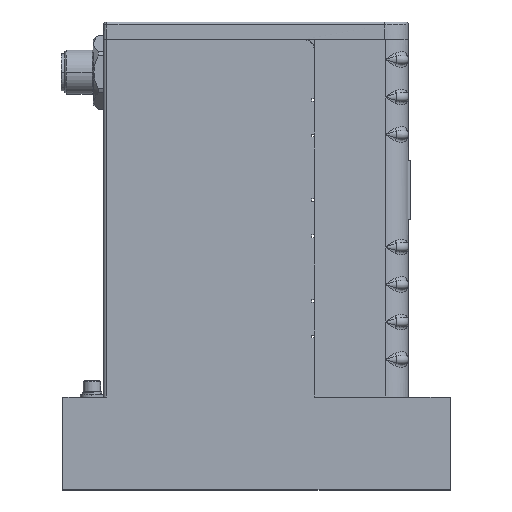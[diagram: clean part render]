
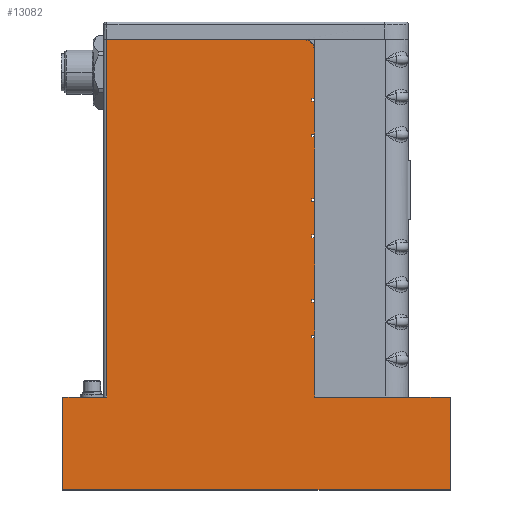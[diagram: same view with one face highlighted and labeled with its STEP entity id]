
A CAD part, top view. The second image highlights one B-rep face of the part: STEP entity #13082.
In plain terms, the highlighted planar face has unit normal (0, 0, 1).
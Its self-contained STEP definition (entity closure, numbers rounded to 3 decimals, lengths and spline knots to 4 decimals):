
#408=DIRECTION('',(1.,0.,0.));
#409=VECTOR('',#408,2.091);
#410=CARTESIAN_POINT('',(2.4105,4.805,
0.));
#411=LINE('',#410,#409);
#412=CARTESIAN_POINT('',(4.5015,4.68,0.));
#413=DIRECTION('',(0.,0.,-1.));
#414=DIRECTION('',(0.,1.,0.));
#415=AXIS2_PLACEMENT_3D('',#412,#413,#414);
#417=DIRECTION('',(1.,0.,0.));
#418=VECTOR('',#417,0.03);
#419=CARTESIAN_POINT('',(4.5965,4.145,0.));
#420=LINE('',#419,#418);
#421=DIRECTION('',(1.,0.,0.));
#422=VECTOR('',#421,0.03);
#423=CARTESIAN_POINT('',(4.5965,3.765,0.));
#424=LINE('',#423,#422);
#425=DIRECTION('',(1.,0.,0.));
#426=VECTOR('',#425,0.03);
#427=CARTESIAN_POINT('',(4.5965,3.075,0.));
#428=LINE('',#427,#426);
#429=DIRECTION('',(1.,0.,0.));
#430=VECTOR('',#429,0.03);
#431=CARTESIAN_POINT('',(4.5965,2.69,0.));
#432=LINE('',#431,#430);
#433=DIRECTION('',(1.,0.,0.));
#434=VECTOR('',#433,0.03);
#435=CARTESIAN_POINT('',(4.5965,2.,0.));
#436=LINE('',#435,#434);
#437=DIRECTION('',(1.,0.,0.));
#438=VECTOR('',#437,0.03);
#439=CARTESIAN_POINT('',(4.5965,1.62,0.));
#440=LINE('',#439,#438);
#477=DIRECTION('',(-1.,0.,0.));
#478=VECTOR('',#477,0.469);
#479=CARTESIAN_POINT('',(2.4105,0.99,0.));
#480=LINE('',#479,#478);
#719=DIRECTION('',(-1.,0.,0.));
#720=VECTOR('',#719,1.445);
#721=CARTESIAN_POINT('',(6.0715,0.99,0.));
#722=LINE('',#721,#720);
#2130=DIRECTION('',(1.,0.,0.));
#2131=VECTOR('',#2130,0.03);
#2132=CARTESIAN_POINT('',(4.5965,4.175,0.));
#2133=LINE('',#2132,#2131);
#2134=DIRECTION('',(0.,1.,0.));
#2135=VECTOR('',#2134,0.03);
#2136=CARTESIAN_POINT('',(4.5965,4.145,0.));
#2137=LINE('',#2136,#2135);
#2186=DIRECTION('',(1.,0.,0.));
#2187=VECTOR('',#2186,0.03);
#2188=CARTESIAN_POINT('',(4.5965,3.795,0.));
#2189=LINE('',#2188,#2187);
#2242=DIRECTION('',(1.,0.,0.));
#2243=VECTOR('',#2242,0.03);
#2244=CARTESIAN_POINT('',(4.5965,3.105,0.));
#2245=LINE('',#2244,#2243);
#2246=DIRECTION('',(0.,1.,0.));
#2247=VECTOR('',#2246,0.03);
#2248=CARTESIAN_POINT('',(4.5965,3.075,0.));
#2249=LINE('',#2248,#2247);
#2296=DIRECTION('',(1.,0.,0.));
#2297=VECTOR('',#2296,0.03);
#2298=CARTESIAN_POINT('',(4.5965,2.72,0.));
#2299=LINE('',#2298,#2297);
#2356=DIRECTION('',(1.,0.,0.));
#2357=VECTOR('',#2356,0.03);
#2358=CARTESIAN_POINT('',(4.5965,2.03,0.));
#2359=LINE('',#2358,#2357);
#2360=DIRECTION('',(0.,1.,0.));
#2361=VECTOR('',#2360,0.03);
#2362=CARTESIAN_POINT('',(4.5965,2.,0.));
#2363=LINE('',#2362,#2361);
#2412=DIRECTION('',(1.,0.,0.));
#2413=VECTOR('',#2412,0.03);
#2414=CARTESIAN_POINT('',(4.5965,1.65,0.));
#2415=LINE('',#2414,#2413);
#2501=DIRECTION('',(0.,1.,0.));
#2502=VECTOR('',#2501,0.505);
#2503=CARTESIAN_POINT('',(4.6265,4.175,0.));
#2504=LINE('',#2503,#2502);
#2509=DIRECTION('',(0.,1.,0.));
#2510=VECTOR('',#2509,0.63);
#2511=CARTESIAN_POINT('',(4.6265,0.99,0.));
#2512=LINE('',#2511,#2510);
#2517=DIRECTION('',(0.,1.,0.));
#2518=VECTOR('',#2517,0.35);
#2519=CARTESIAN_POINT('',(4.6265,1.65,0.));
#2520=LINE('',#2519,#2518);
#2525=DIRECTION('',(0.,1.,0.));
#2526=VECTOR('',#2525,0.66);
#2527=CARTESIAN_POINT('',(4.6265,2.03,0.));
#2528=LINE('',#2527,#2526);
#2533=DIRECTION('',(0.,1.,0.));
#2534=VECTOR('',#2533,0.355);
#2535=CARTESIAN_POINT('',(4.6265,2.72,0.));
#2536=LINE('',#2535,#2534);
#2541=DIRECTION('',(0.,1.,0.));
#2542=VECTOR('',#2541,0.66);
#2543=CARTESIAN_POINT('',(4.6265,3.105,0.));
#2544=LINE('',#2543,#2542);
#2549=DIRECTION('',(0.,1.,0.));
#2550=VECTOR('',#2549,0.35);
#2551=CARTESIAN_POINT('',(4.6265,3.795,0.));
#2552=LINE('',#2551,#2550);
#5685=DIRECTION('',(0.,-1.,0.));
#5686=VECTOR('',#5685,3.815);
#5687=CARTESIAN_POINT('',(2.4105,4.805,
0.));
#5688=LINE('',#5687,#5686);
#5697=DIRECTION('',(0.,1.,0.));
#5698=VECTOR('',#5697,0.03);
#5699=CARTESIAN_POINT('',(4.5965,1.62,0.));
#5700=LINE('',#5699,#5698);
#5713=DIRECTION('',(0.,1.,0.));
#5714=VECTOR('',#5713,0.03);
#5715=CARTESIAN_POINT('',(4.5965,2.69,0.));
#5716=LINE('',#5715,#5714);
#5729=DIRECTION('',(0.,1.,0.));
#5730=VECTOR('',#5729,0.03);
#5731=CARTESIAN_POINT('',(4.5965,3.765,0.));
#5732=LINE('',#5731,#5730);
#7306=DIRECTION('',(0.,1.,0.));
#7307=VECTOR('',#7306,0.99);
#7308=CARTESIAN_POINT('',(6.0715,0.,0.));
#7309=LINE('',#7308,#7307);
#7324=DIRECTION('',(1.,0.,0.));
#7325=VECTOR('',#7324,4.13);
#7326=CARTESIAN_POINT('',(1.9415,0.,0.));
#7327=LINE('',#7326,#7325);
#7422=DIRECTION('',(0.,-1.,0.));
#7423=VECTOR('',#7422,0.99);
#7424=CARTESIAN_POINT('',(1.9415,0.99,0.));
#7425=LINE('',#7424,#7423);
#10411=CARTESIAN_POINT('',(2.4105,0.99,0.));
#10412=VERTEX_POINT('',#10411);
#10413=CARTESIAN_POINT('',(1.9415,0.99,0.));
#10414=VERTEX_POINT('',#10413);
#10447=CARTESIAN_POINT('',(6.0715,0.99,0.));
#10448=VERTEX_POINT('',#10447);
#10449=CARTESIAN_POINT('',(4.6265,0.99,0.));
#10450=VERTEX_POINT('',#10449);
#10469=CARTESIAN_POINT('',(1.9415,0.,0.));
#10470=CARTESIAN_POINT('',(6.0715,0.,0.));
#10471=VERTEX_POINT('',#10469);
#10472=VERTEX_POINT('',#10470);
#10509=CARTESIAN_POINT('',(2.4105,4.805,
0.));
#10510=VERTEX_POINT('',#10509);
#10511=CARTESIAN_POINT('',(4.5015,4.805,
0.));
#10512=VERTEX_POINT('',#10511);
#10513=CARTESIAN_POINT('',(4.6265,4.68,0.));
#10514=VERTEX_POINT('',#10513);
#10515=CARTESIAN_POINT('',(4.6265,4.175,0.));
#10516=VERTEX_POINT('',#10515);
#10517=CARTESIAN_POINT('',(4.5965,4.175,0.));
#10518=VERTEX_POINT('',#10517);
#10519=CARTESIAN_POINT('',(4.5965,4.145,0.));
#10520=VERTEX_POINT('',#10519);
#10521=CARTESIAN_POINT('',(4.6265,4.145,0.));
#10522=VERTEX_POINT('',#10521);
#10523=CARTESIAN_POINT('',(4.6265,3.795,0.));
#10524=VERTEX_POINT('',#10523);
#10525=CARTESIAN_POINT('',(4.5965,3.795,0.));
#10526=VERTEX_POINT('',#10525);
#10527=CARTESIAN_POINT('',(4.5965,3.765,0.));
#10528=VERTEX_POINT('',#10527);
#10529=CARTESIAN_POINT('',(4.6265,3.765,0.));
#10530=VERTEX_POINT('',#10529);
#10531=CARTESIAN_POINT('',(4.6265,3.105,0.));
#10532=VERTEX_POINT('',#10531);
#10533=CARTESIAN_POINT('',(4.5965,3.105,0.));
#10534=VERTEX_POINT('',#10533);
#10535=CARTESIAN_POINT('',(4.5965,3.075,0.));
#10536=VERTEX_POINT('',#10535);
#10537=CARTESIAN_POINT('',(4.6265,3.075,0.));
#10538=VERTEX_POINT('',#10537);
#10539=CARTESIAN_POINT('',(4.6265,2.72,0.));
#10540=VERTEX_POINT('',#10539);
#10541=CARTESIAN_POINT('',(4.5965,2.72,0.));
#10542=VERTEX_POINT('',#10541);
#10543=CARTESIAN_POINT('',(4.5965,2.69,0.));
#10544=VERTEX_POINT('',#10543);
#10545=CARTESIAN_POINT('',(4.6265,2.69,0.));
#10546=VERTEX_POINT('',#10545);
#10547=CARTESIAN_POINT('',(4.6265,2.03,0.));
#10548=VERTEX_POINT('',#10547);
#10549=CARTESIAN_POINT('',(4.5965,2.03,0.));
#10550=VERTEX_POINT('',#10549);
#10551=CARTESIAN_POINT('',(4.5965,2.,0.));
#10552=VERTEX_POINT('',#10551);
#10553=CARTESIAN_POINT('',(4.6265,2.,0.));
#10554=VERTEX_POINT('',#10553);
#10555=CARTESIAN_POINT('',(4.6265,1.65,0.));
#10556=VERTEX_POINT('',#10555);
#10557=CARTESIAN_POINT('',(4.5965,1.65,0.));
#10558=VERTEX_POINT('',#10557);
#10559=CARTESIAN_POINT('',(4.5965,1.62,0.));
#10560=VERTEX_POINT('',#10559);
#10561=CARTESIAN_POINT('',(4.6265,1.62,0.));
#10562=VERTEX_POINT('',#10561);
#13010=CARTESIAN_POINT('',(1.9415,0.,0.));
#13011=DIRECTION('',(0.,0.,-1.));
#13012=DIRECTION('',(-1.,0.,0.));
#13013=AXIS2_PLACEMENT_3D('',#13010,#13011,#13012);
#13014=PLANE('',#13013);
#13016=ORIENTED_EDGE('',*,*,#13015,.F.);
#13018=ORIENTED_EDGE('',*,*,#13017,.F.);
#13019=ORIENTED_EDGE('',*,*,#12994,.T.);
#13021=ORIENTED_EDGE('',*,*,#13020,.T.);
#13023=ORIENTED_EDGE('',*,*,#13022,.F.);
#13025=ORIENTED_EDGE('',*,*,#13024,.F.);
#13027=ORIENTED_EDGE('',*,*,#13026,.F.);
#13029=ORIENTED_EDGE('',*,*,#13028,.T.);
#13031=ORIENTED_EDGE('',*,*,#13030,.F.);
#13033=ORIENTED_EDGE('',*,*,#13032,.F.);
#13035=ORIENTED_EDGE('',*,*,#13034,.F.);
#13037=ORIENTED_EDGE('',*,*,#13036,.T.);
#13039=ORIENTED_EDGE('',*,*,#13038,.F.);
#13041=ORIENTED_EDGE('',*,*,#13040,.F.);
#13043=ORIENTED_EDGE('',*,*,#13042,.F.);
#13045=ORIENTED_EDGE('',*,*,#13044,.T.);
#13047=ORIENTED_EDGE('',*,*,#13046,.F.);
#13049=ORIENTED_EDGE('',*,*,#13048,.F.);
#13051=ORIENTED_EDGE('',*,*,#13050,.F.);
#13053=ORIENTED_EDGE('',*,*,#13052,.T.);
#13055=ORIENTED_EDGE('',*,*,#13054,.F.);
#13057=ORIENTED_EDGE('',*,*,#13056,.F.);
#13059=ORIENTED_EDGE('',*,*,#13058,.F.);
#13061=ORIENTED_EDGE('',*,*,#13060,.T.);
#13063=ORIENTED_EDGE('',*,*,#13062,.F.);
#13065=ORIENTED_EDGE('',*,*,#13064,.F.);
#13067=ORIENTED_EDGE('',*,*,#13066,.F.);
#13069=ORIENTED_EDGE('',*,*,#13068,.T.);
#13071=ORIENTED_EDGE('',*,*,#13070,.F.);
#13073=ORIENTED_EDGE('',*,*,#13072,.F.);
#13075=ORIENTED_EDGE('',*,*,#13074,.F.);
#13077=ORIENTED_EDGE('',*,*,#13076,.F.);
#13079=ORIENTED_EDGE('',*,*,#13078,.F.);
#13080=EDGE_LOOP('',(#13016,#13018,#13019,#13021,#13023,#13025,#13027,#13029,
#13031,#13033,#13035,#13037,#13039,#13041,#13043,#13045,#13047,#13049,#13051,
#13053,#13055,#13057,#13059,#13061,#13063,#13065,#13067,#13069,#13071,#13073,
#13075,#13077,#13079));
#13081=FACE_OUTER_BOUND('',#13080,.F.);
#13082=ADVANCED_FACE('',(#13081),#13014,.F.);
#416=CIRCLE('',#415,0.125);
#12994=EDGE_CURVE('',#10510,#10512,#411,.T.);
#13015=EDGE_CURVE('',#10412,#10414,#480,.T.);
#13017=EDGE_CURVE('',#10510,#10412,#5688,.T.);
#13020=EDGE_CURVE('',#10512,#10514,#416,.T.);
#13022=EDGE_CURVE('',#10516,#10514,#2504,.T.);
#13024=EDGE_CURVE('',#10518,#10516,#2133,.T.);
#13026=EDGE_CURVE('',#10520,#10518,#2137,.T.);
#13028=EDGE_CURVE('',#10520,#10522,#420,.T.);
#13030=EDGE_CURVE('',#10524,#10522,#2552,.T.);
#13032=EDGE_CURVE('',#10526,#10524,#2189,.T.);
#13034=EDGE_CURVE('',#10528,#10526,#5732,.T.);
#13036=EDGE_CURVE('',#10528,#10530,#424,.T.);
#13038=EDGE_CURVE('',#10532,#10530,#2544,.T.);
#13040=EDGE_CURVE('',#10534,#10532,#2245,.T.);
#13042=EDGE_CURVE('',#10536,#10534,#2249,.T.);
#13044=EDGE_CURVE('',#10536,#10538,#428,.T.);
#13046=EDGE_CURVE('',#10540,#10538,#2536,.T.);
#13048=EDGE_CURVE('',#10542,#10540,#2299,.T.);
#13050=EDGE_CURVE('',#10544,#10542,#5716,.T.);
#13052=EDGE_CURVE('',#10544,#10546,#432,.T.);
#13054=EDGE_CURVE('',#10548,#10546,#2528,.T.);
#13056=EDGE_CURVE('',#10550,#10548,#2359,.T.);
#13058=EDGE_CURVE('',#10552,#10550,#2363,.T.);
#13060=EDGE_CURVE('',#10552,#10554,#436,.T.);
#13062=EDGE_CURVE('',#10556,#10554,#2520,.T.);
#13064=EDGE_CURVE('',#10558,#10556,#2415,.T.);
#13066=EDGE_CURVE('',#10560,#10558,#5700,.T.);
#13068=EDGE_CURVE('',#10560,#10562,#440,.T.);
#13070=EDGE_CURVE('',#10450,#10562,#2512,.T.);
#13072=EDGE_CURVE('',#10448,#10450,#722,.T.);
#13074=EDGE_CURVE('',#10472,#10448,#7309,.T.);
#13076=EDGE_CURVE('',#10471,#10472,#7327,.T.);
#13078=EDGE_CURVE('',#10414,#10471,#7425,.T.);
